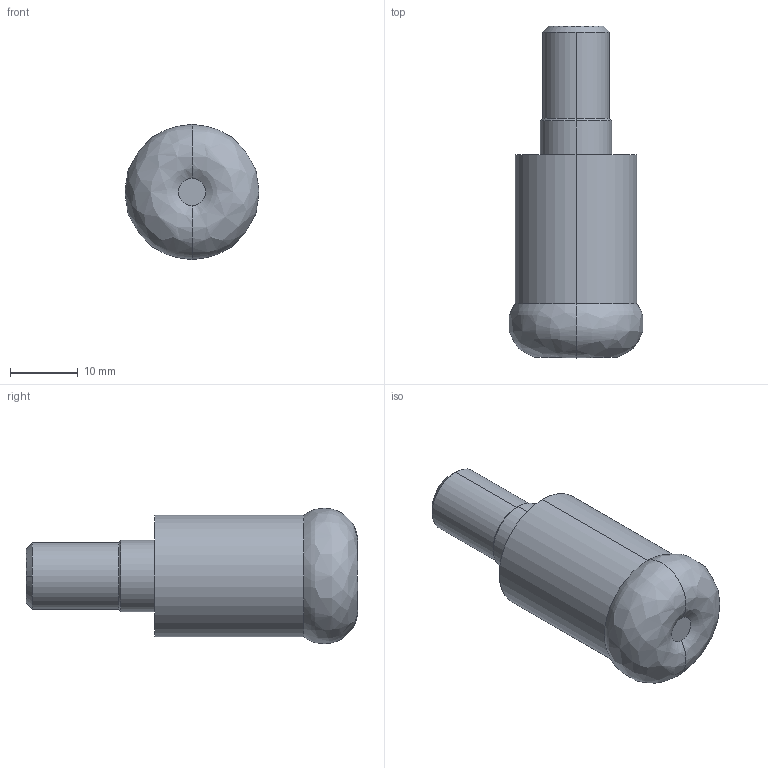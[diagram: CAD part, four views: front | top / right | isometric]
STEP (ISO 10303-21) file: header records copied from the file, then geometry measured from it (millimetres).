
FILE_DESCRIPTION (( 'STEP AP203' ), '1' );
FILE_NAME ('S809-20-30-02-10-.STEP', '2019-04-05T06:22:18', ( '' ), ( '' ), 'SwSTEP 2.0', 'SolidWorks 2018', '' );
FILE_SCHEMA (( 'CONFIG_CONTROL_DESIGN' ));
Length unit declared in the file: millimetre
Products named in the file (1): S809-20-30-02-10-
Bounding box: 19.75 x 49 x 20 mm (x, y, z)
Volume: 9191.4 mm3; surface area: 2777.2 mm2
Topology: 1 solids, 1 shells, 19 faces, 40 edges, 23 vertices
Faces by surface type: cylinder 8, cone 6, plane 3, bspline 2
Entity records: 599 total; most frequent: CARTESIAN_POINT 111, DIRECTION 98, ORIENTED_EDGE 76, AXIS2_PLACEMENT_3D 42, EDGE_CURVE 38, CIRCLE 24, VERTEX_POINT 23, EDGE_LOOP 21
